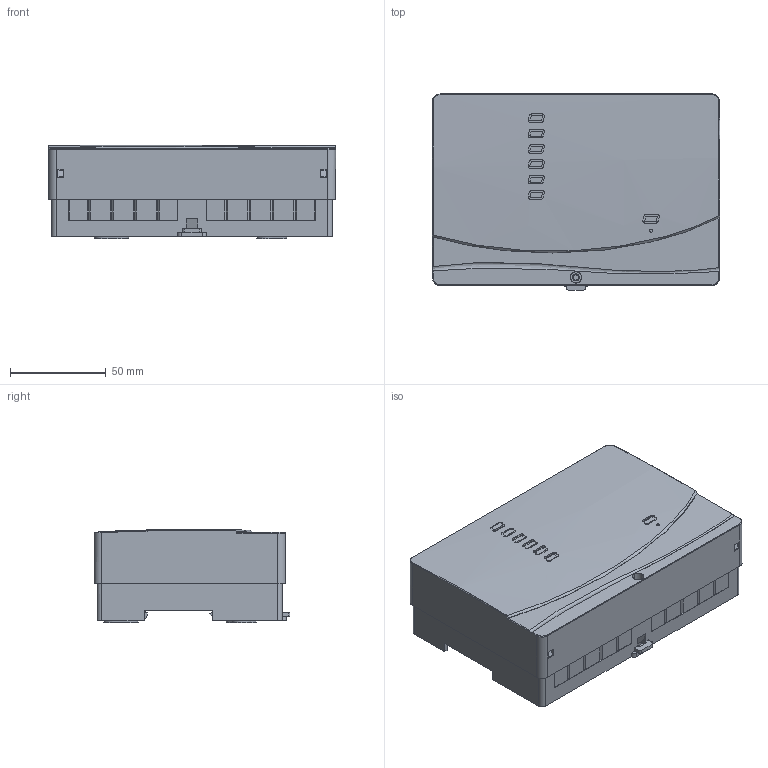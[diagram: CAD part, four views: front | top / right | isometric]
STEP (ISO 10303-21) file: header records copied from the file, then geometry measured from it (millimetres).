
FILE_DESCRIPTION(/* description */ (''),/* implementation_level */ '2;1');
FILE_NAME(/* name */ 'RSM610K',/* time_stamp */ '2022-03-29T10:33:31+02:00',/* author */ (''),/* organization */ (''),/* preprocessor_version */ 'ST-DEVELOPER v16.5',/* originating_system */ 'Rhino 7.16',/* authorisation */ '');
FILE_SCHEMA (('AUTOMOTIVE_DESIGN'));
Length unit declared in the file: millimetre
Products named in the file (1): Document
Bounding box: 150 x 102.4 x 48.74 mm (x, y, z)
Volume: 67592.1 mm3; surface area: 137671.3 mm2
Topology: 6 solids, 59 shells, 2158 faces, 6213 edges, 4073 vertices
Faces by surface type: plane 1502, cylinder 445, bspline 211
Entity records: 74078 total; most frequent: CARTESIAN_POINT 33392, ORIENTED_EDGE 12105, EDGE_CURVE 6209, B_SPLINE_CURVE_WITH_KNOTS 4760, VERTEX_POINT 4073, EDGE_LOOP 2403, ADVANCED_FACE 2158, FACE_OUTER_BOUND 2158
